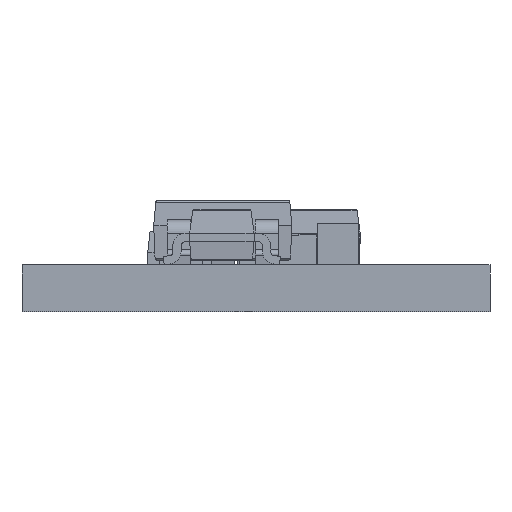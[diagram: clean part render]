
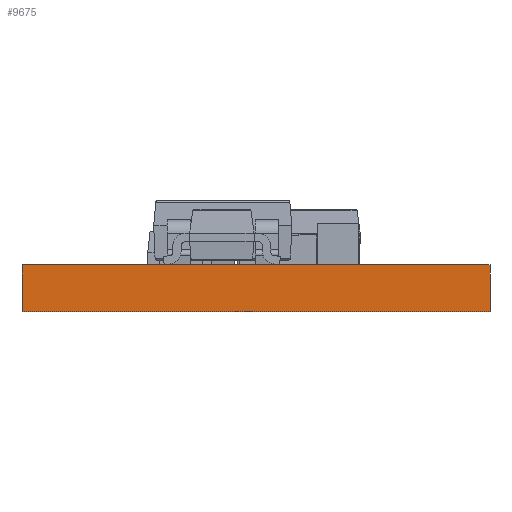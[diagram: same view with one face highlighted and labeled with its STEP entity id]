
A CAD part, front view. The second image highlights one B-rep face of the part: STEP entity #9675.
In plain terms, the highlighted planar face has unit normal (0, -1, 0).
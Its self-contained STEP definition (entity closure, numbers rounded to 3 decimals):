
#55 = VECTOR ( 'NONE', #27230, 1000. ) ;
#529 = ORIENTED_EDGE ( 'NONE', *, *, #35441, .T. ) ;
#1824 = CARTESIAN_POINT ( 'NONE',  ( 10.16, 0., 1.016 ) ) ;
#2332 = ORIENTED_EDGE ( 'NONE', *, *, #22065, .T. ) ;
#2833 = CARTESIAN_POINT ( 'NONE',  ( 0., 0., 1.016 ) ) ;
#4534 = DIRECTION ( 'NONE',  ( 0., 0., -1. ) ) ;
#7912 = LINE ( 'NONE', #14073, #55 ) ;
#9675 = ADVANCED_FACE ( 'NONE', ( #34444 ), #18239, .F. ) ;
#10875 = LINE ( 'NONE', #30707, #13082 ) ;
#10893 = CARTESIAN_POINT ( 'NONE',  ( 10.16, 0., 0. ) ) ;
#11106 = CARTESIAN_POINT ( 'NONE',  ( 0., 0., 1.016 ) ) ;
#11116 = CARTESIAN_POINT ( 'NONE',  ( 0., 0., 0. ) ) ;
#11331 = VERTEX_POINT ( 'NONE', #10893 ) ;
#11348 = VERTEX_POINT ( 'NONE', #11116 ) ;
#12058 = CARTESIAN_POINT ( 'NONE',  ( 0., 0., 1.016 ) ) ;
#12240 = EDGE_LOOP ( 'NONE', ( #529, #25717, #14304, #2332 ) ) ;
#13082 = VECTOR ( 'NONE', #4534, 1000. ) ;
#13264 = LINE ( 'NONE', #2833, #25959 ) ;
#14073 = CARTESIAN_POINT ( 'NONE',  ( 0., 0., 0. ) ) ;
#14304 = ORIENTED_EDGE ( 'NONE', *, *, #29765, .F. ) ;
#15459 = DIRECTION ( 'NONE',  ( 0., 1., 0. ) ) ;
#18239 = PLANE ( 'NONE',  #32964 ) ;
#21228 = EDGE_CURVE ( 'NONE', #37607, #11331, #10875, .T. ) ;
#22065 = EDGE_CURVE ( 'NONE', #28426, #11348, #27262, .T. ) ;
#24101 = DIRECTION ( 'NONE',  ( 0., 0., -1. ) ) ;
#25717 = ORIENTED_EDGE ( 'NONE', *, *, #21228, .F. ) ;
#25959 = VECTOR ( 'NONE', #26237, 1000. ) ;
#26237 = DIRECTION ( 'NONE',  ( 1., 0., 0. ) ) ;
#26654 = VECTOR ( 'NONE', #24101, 1000. ) ;
#27230 = DIRECTION ( 'NONE',  ( 1., 0., 0. ) ) ;
#27262 = LINE ( 'NONE', #11106, #26654 ) ;
#28426 = VERTEX_POINT ( 'NONE', #35534 ) ;
#28430 = DIRECTION ( 'NONE',  ( 0., 0., 1. ) ) ;
#29765 = EDGE_CURVE ( 'NONE', #28426, #37607, #13264, .T. ) ;
#30707 = CARTESIAN_POINT ( 'NONE',  ( 10.16, 0., 1.016 ) ) ;
#32964 = AXIS2_PLACEMENT_3D ( 'NONE', #12058, #15459, #28430 ) ;
#34444 = FACE_OUTER_BOUND ( 'NONE', #12240, .T. ) ;
#35441 = EDGE_CURVE ( 'NONE', #11348, #11331, #7912, .T. ) ;
#35534 = CARTESIAN_POINT ( 'NONE',  ( 0., 0., 1.016 ) ) ;
#37607 = VERTEX_POINT ( 'NONE', #1824 ) ;
